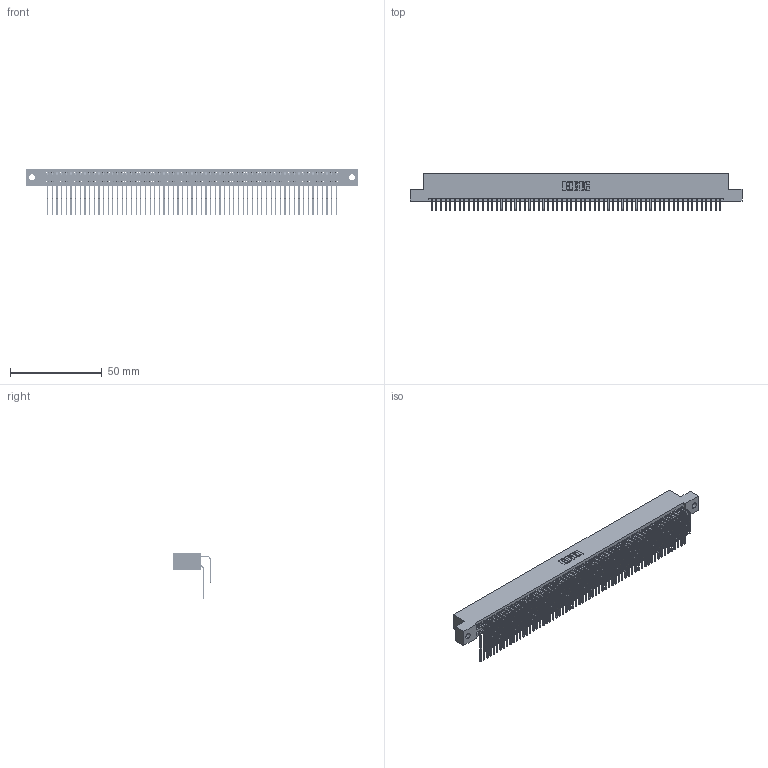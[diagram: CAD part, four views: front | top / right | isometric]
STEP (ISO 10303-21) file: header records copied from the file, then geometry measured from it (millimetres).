
FILE_DESCRIPTION (( 'STEP AP203' ), '1' );
FILE_NAME ('395-126-559-202.STEP', '2019-10-28T16:55:12', ( '' ), ( '' ), 'SwSTEP 2.0', 'SolidWorks 2016', '' );
FILE_SCHEMA (( 'CONFIG_CONTROL_DESIGN' ));
Length unit declared in the file: inch
Products named in the file (4): 345-292-001_558 559 Tail - 1; 345-292-001_559 Tail - 2; 395-126-559-202; 345 Part_Flush Mounting Lugs - 0.128 Dia
Assembly tree (127 placements, depth 2):
  395-126-559-202
    345 Part_Flush Mounting Lugs - 0.128 Dia
    345-292-001_558 559 Tail - 1  x63
    345-292-001_559 Tail - 2  x63
Bounding box: 181.23 x 20.56 x 25.53 mm (x, y, z)
Volume: 18489.9 mm3; surface area: 30883.1 mm2
Topology: 127 solids, 127 shells, 6678 faces, 19871 edges, 13078 vertices
Faces by surface type: plane 4490, cylinder 2188
Entity records: 48259 total; most frequent: CARTESIAN_POINT 8115, ORIENTED_EDGE 7998, DIRECTION 7103, EDGE_CURVE 3999, LINE 3575, VECTOR 3575, VERTEX_POINT 2662, AXIS2_PLACEMENT_3D 1764
